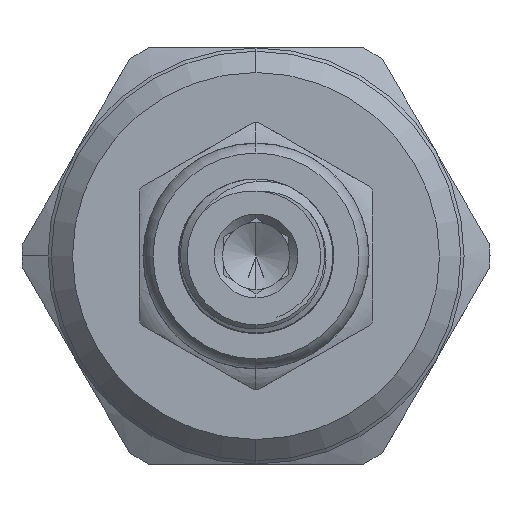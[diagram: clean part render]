
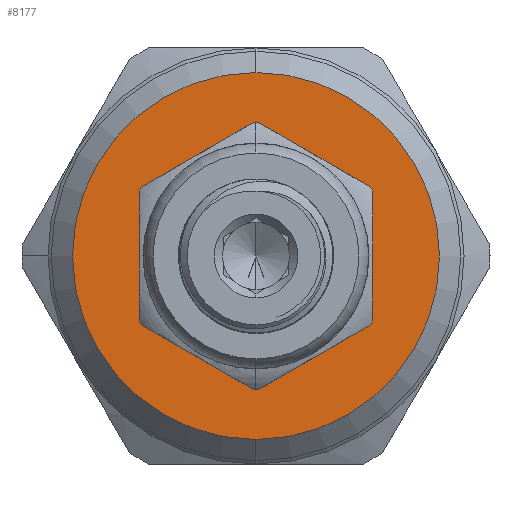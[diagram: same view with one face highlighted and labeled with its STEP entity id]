
A CAD part, left-side view. The second image highlights one B-rep face of the part: STEP entity #8177.
In plain terms, the highlighted planar face has unit normal (-1, 0, 0).
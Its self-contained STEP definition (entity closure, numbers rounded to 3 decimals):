
#261 = CARTESIAN_POINT ( 'NONE',  ( -6.2, 0., 6.875 ) ) ;
#270 = DIRECTION ( 'NONE',  ( 1., 0., 0. ) ) ;
#629 = DIRECTION ( 'NONE',  ( 1., 0., 0. ) ) ;
#967 = AXIS2_PLACEMENT_3D ( 'NONE', #7226, #1507, #2525 ) ;
#1352 = ORIENTED_EDGE ( 'NONE', *, *, #3524, .T. ) ;
#1507 = DIRECTION ( 'NONE',  ( -1., 0., 0. ) ) ;
#1745 = VERTEX_POINT ( 'NONE', #10851 ) ;
#1791 = AXIS2_PLACEMENT_3D ( 'NONE', #2976, #629, #6467 ) ;
#2525 = DIRECTION ( 'NONE',  ( 0., 0., -1. ) ) ;
#2976 = CARTESIAN_POINT ( 'NONE',  ( -6.2, 0., 0. ) ) ;
#3149 = VERTEX_POINT ( 'NONE', #261 ) ;
#3524 = EDGE_CURVE ( 'NONE', #6366, #8049, #13879, .T. ) ;
#3755 = CARTESIAN_POINT ( 'NONE',  ( -6.2, 0., -11.2 ) ) ;
#4701 = ORIENTED_EDGE ( 'NONE', *, *, #8674, .T. ) ;
#4947 = EDGE_CURVE ( 'NONE', #3149, #1745, #5853, .T. ) ;
#4955 = CARTESIAN_POINT ( 'NONE',  ( -6.2, 0., 0. ) ) ;
#5853 = CIRCLE ( 'NONE', #1791, 6.875 ) ;
#6080 = DIRECTION ( 'NONE',  ( 0., 0., -1. ) ) ;
#6366 = VERTEX_POINT ( 'NONE', #10812 ) ;
#6467 = DIRECTION ( 'NONE',  ( 0., 0., -1. ) ) ;
#7226 = CARTESIAN_POINT ( 'NONE',  ( -6.2, 0., 0. ) ) ;
#8049 = VERTEX_POINT ( 'NONE', #3755 ) ;
#8177 = ADVANCED_FACE ( 'NONE', ( #11617, #9620 ), #10972, .F. ) ;
#8450 = AXIS2_PLACEMENT_3D ( 'NONE', #4955, #270, #6080 ) ;
#8674 = EDGE_CURVE ( 'NONE', #8049, #6366, #14511, .T. ) ;
#9449 = ORIENTED_EDGE ( 'NONE', *, *, #4947, .T. ) ;
#9620 = FACE_OUTER_BOUND ( 'NONE', #11987, .T. ) ;
#9632 = DIRECTION ( 'NONE',  ( -1., 0., 0. ) ) ;
#10703 = CIRCLE ( 'NONE', #8450, 6.875 ) ;
#10812 = CARTESIAN_POINT ( 'NONE',  ( -6.2, 0., 11.2 ) ) ;
#10851 = CARTESIAN_POINT ( 'NONE',  ( -6.2, 0., -6.875 ) ) ;
#10872 = AXIS2_PLACEMENT_3D ( 'NONE', #14443, #13343, #11020 ) ;
#10972 = PLANE ( 'NONE',  #10872 ) ;
#11020 = DIRECTION ( 'NONE',  ( 0., 0., -1. ) ) ;
#11617 = FACE_BOUND ( 'NONE', #12946, .T. ) ;
#11987 = EDGE_LOOP ( 'NONE', ( #4701, #1352 ) ) ;
#12946 = EDGE_LOOP ( 'NONE', ( #9449, #14269 ) ) ;
#13021 = CARTESIAN_POINT ( 'NONE',  ( -6.2, 0., 0. ) ) ;
#13343 = DIRECTION ( 'NONE',  ( 1., 0., 0. ) ) ;
#13879 = CIRCLE ( 'NONE', #967, 11.2 ) ;
#14269 = ORIENTED_EDGE ( 'NONE', *, *, #14909, .T. ) ;
#14278 = DIRECTION ( 'NONE',  ( 0., 0., -1. ) ) ;
#14443 = CARTESIAN_POINT ( 'NONE',  ( -6.2, 0., 0. ) ) ;
#14450 = AXIS2_PLACEMENT_3D ( 'NONE', #13021, #9632, #14278 ) ;
#14511 = CIRCLE ( 'NONE', #14450, 11.2 ) ;
#14909 = EDGE_CURVE ( 'NONE', #1745, #3149, #10703, .T. ) ;
